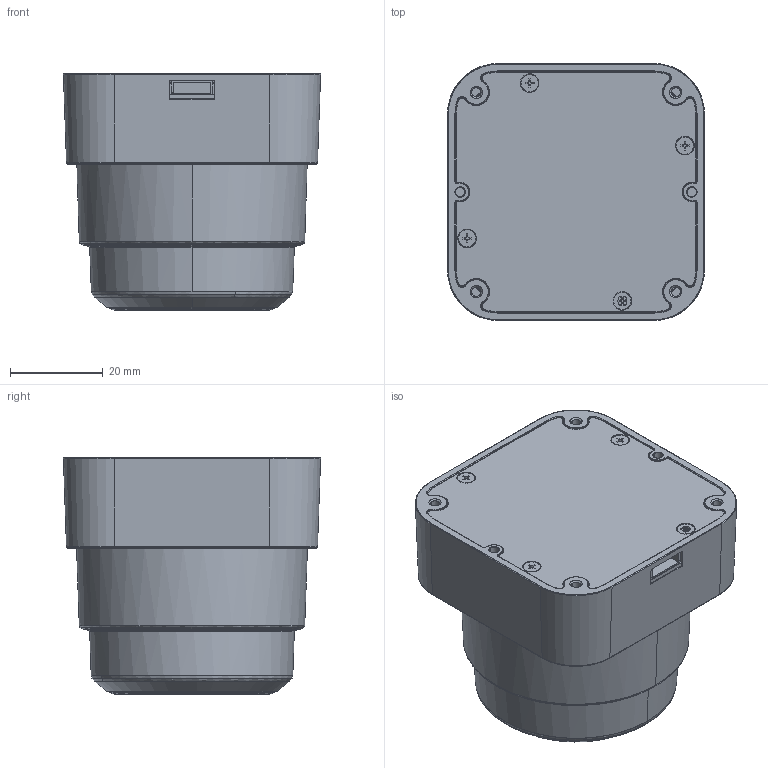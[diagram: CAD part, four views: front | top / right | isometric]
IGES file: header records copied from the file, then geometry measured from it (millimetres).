
Start section: START RECORD GO HERE.
Global section: file name: rplidar-s1.igs; native system: DASSAULT SYSTEMES CATIA Version 5-6 Release 2012 - www.3ds.com; preprocessor: V5-6R2012_5.22.0.0.10-19-2011.20.00; author: jun.cao; organization: SLAMTEC; date: 20190327.094339; units: millimetre
Bounding box: 55.49 x 55.49 x 51 mm (x, y, z)
Surface area: 31046.1 mm2 (no closed solid volume)
Topology: 0 solids, 0 shells, 2685 faces, 15057 edges, 14963 vertices
Faces by surface type: bspline 1026, plane 863, revolution 796
